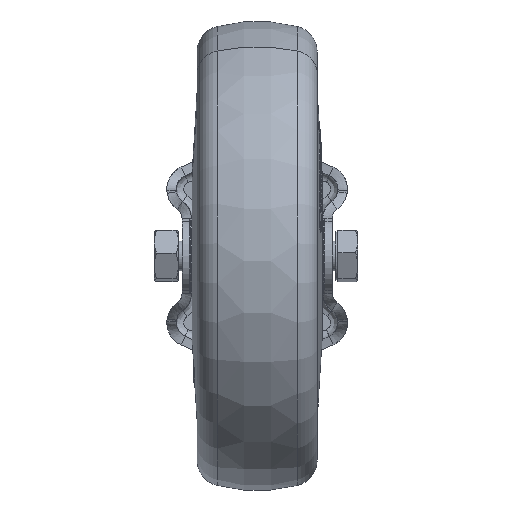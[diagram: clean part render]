
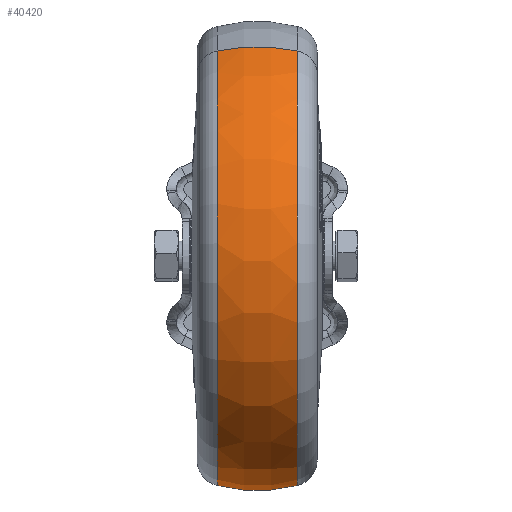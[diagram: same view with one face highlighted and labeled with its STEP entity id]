
A CAD part, front view. The second image highlights one B-rep face of the part: STEP entity #40420.
In plain terms, the highlighted toroidal (fillet/blend) face has major radius 17.5 mm and minor radius 45 mm.
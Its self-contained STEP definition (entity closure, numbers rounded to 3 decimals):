
#2491 = ORIENTED_EDGE ( 'NONE', *, *, #13269, .T. ) ;
#3448 = FACE_OUTER_BOUND ( 'NONE', #79522, .T. ) ;
#5035 = DIRECTION ( 'NONE',  ( 0., -1., 0. ) ) ;
#6522 = DIRECTION ( 'NONE',  ( 0., 0., -1. ) ) ;
#7157 = CARTESIAN_POINT ( 'NONE',  ( 0., 0., 17.5 ) ) ;
#9871 = CARTESIAN_POINT ( 'NONE',  ( 10.658, 0., 61.22 ) ) ;
#13269 = EDGE_CURVE ( 'NONE', #39049, #80919, #98687, .T. ) ;
#14995 = DIRECTION ( 'NONE',  ( 0., 0., 1. ) ) ;
#20330 = CIRCLE ( 'NONE', #50151, 61.22 ) ;
#21858 = CARTESIAN_POINT ( 'NONE',  ( 0., 0., 0. ) ) ;
#28747 = DIRECTION ( 'NONE',  ( 1., 0., 0. ) ) ;
#31629 = CARTESIAN_POINT ( 'NONE',  ( 10.658, 0., 0. ) ) ;
#39049 = VERTEX_POINT ( 'NONE', #64567 ) ;
#39211 = EDGE_CURVE ( 'NONE', #67707, #80919, #45168, .T. ) ;
#39509 = DIRECTION ( 'NONE',  ( 0., 0., 1. ) ) ;
#39868 = VERTEX_POINT ( 'NONE', #49505 ) ;
#40420 = ADVANCED_FACE ( 'NONE', ( #3448 ), #76227, .T. ) ;
#41643 = CIRCLE ( 'NONE', #71719, 45. ) ;
#43007 = ORIENTED_EDGE ( 'NONE', *, *, #76528, .T. ) ;
#45168 = CIRCLE ( 'NONE', #85931, 45. ) ;
#45325 = AXIS2_PLACEMENT_3D ( 'NONE', #21858, #53022, #6522 ) ;
#49505 = CARTESIAN_POINT ( 'NONE',  ( -10.658, 0., -61.22 ) ) ;
#50151 = AXIS2_PLACEMENT_3D ( 'NONE', #75112, #28747, #82884 ) ;
#51572 = CARTESIAN_POINT ( 'NONE',  ( 0., 0., -17.5 ) ) ;
#53022 = DIRECTION ( 'NONE',  ( 1., 0., 0. ) ) ;
#59333 = DIRECTION ( 'NONE',  ( 1., 0., 0. ) ) ;
#61450 = DIRECTION ( 'NONE',  ( 0., 1., 0. ) ) ;
#62639 = EDGE_CURVE ( 'NONE', #39868, #39049, #41643, .T. ) ;
#64567 = CARTESIAN_POINT ( 'NONE',  ( 10.658, 0., -61.22 ) ) ;
#67707 = VERTEX_POINT ( 'NONE', #86211 ) ;
#71719 = AXIS2_PLACEMENT_3D ( 'NONE', #51572, #5035, #59333 ) ;
#75112 = CARTESIAN_POINT ( 'NONE',  ( -10.658, 0., 0. ) ) ;
#76227 = TOROIDAL_SURFACE ( 'NONE', #45325, 17.5, 45. ) ;
#76528 = EDGE_CURVE ( 'NONE', #67707, #39868, #20330, .T. ) ;
#79522 = EDGE_LOOP ( 'NONE', ( #86953, #43007, #98088, #2491 ) ) ;
#80919 = VERTEX_POINT ( 'NONE', #9871 ) ;
#82884 = DIRECTION ( 'NONE',  ( 0., 0., -1. ) ) ;
#85757 = DIRECTION ( 'NONE',  ( -1., 0., 0. ) ) ;
#85931 = AXIS2_PLACEMENT_3D ( 'NONE', #7157, #61450, #14995 ) ;
#86211 = CARTESIAN_POINT ( 'NONE',  ( -10.658, 0., 61.22 ) ) ;
#86953 = ORIENTED_EDGE ( 'NONE', *, *, #39211, .F. ) ;
#92472 = AXIS2_PLACEMENT_3D ( 'NONE', #31629, #85757, #39509 ) ;
#98088 = ORIENTED_EDGE ( 'NONE', *, *, #62639, .T. ) ;
#98687 = CIRCLE ( 'NONE', #92472, 61.22 ) ;
